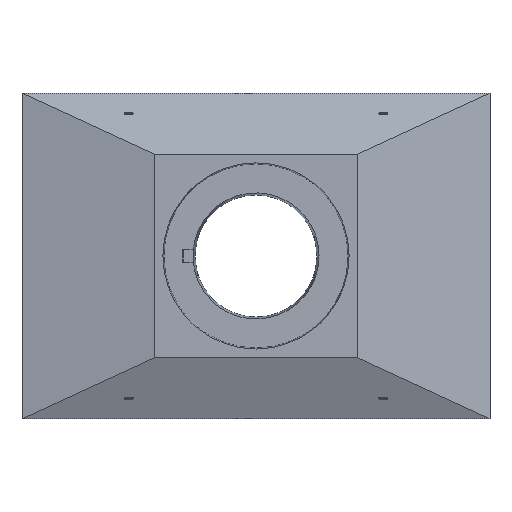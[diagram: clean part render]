
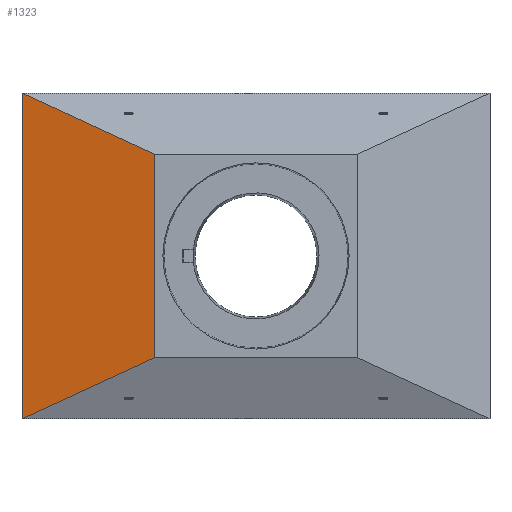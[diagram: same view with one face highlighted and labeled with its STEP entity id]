
A CAD part, top view. The second image highlights one B-rep face of the part: STEP entity #1323.
In plain terms, the highlighted planar face has unit normal (-0.196, 0, 0.981).
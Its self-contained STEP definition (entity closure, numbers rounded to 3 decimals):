
#5 = DIRECTION ( 'NONE',  ( 0., -1., 0. ) ) ;
#208 = EDGE_CURVE ( 'NONE', #409, #1178, #1395, .T. ) ;
#252 = VECTOR ( 'NONE', #5, 1000. ) ;
#262 = CARTESIAN_POINT ( 'NONE',  ( -1150., -800., 120. ) ) ;
#316 = EDGE_CURVE ( 'NONE', #1178, #1541, #1744, .T. ) ;
#324 = LINE ( 'NONE', #1051, #935 ) ;
#409 = VERTEX_POINT ( 'NONE', #1963 ) ;
#513 = DIRECTION ( 'NONE',  ( 0.893, -0.412, 0.179 ) ) ;
#613 = DIRECTION ( 'NONE',  ( 0.893, 0.412, 0.179 ) ) ;
#679 = EDGE_CURVE ( 'NONE', #409, #1858, #324, .T. ) ;
#680 = DIRECTION ( 'NONE',  ( 0., -1., 0. ) ) ;
#721 = FACE_OUTER_BOUND ( 'NONE', #1428, .T. ) ;
#776 = CARTESIAN_POINT ( 'NONE',  ( -67.308, 0., 336.538 ) ) ;
#786 = CARTESIAN_POINT ( 'NONE',  ( -500., 500., 250. ) ) ;
#790 = DIRECTION ( 'NONE',  ( 0.196, 0., -0.981 ) ) ;
#935 = VECTOR ( 'NONE', #680, 1000. ) ;
#940 = LINE ( 'NONE', #262, #974 ) ;
#967 = PLANE ( 'NONE',  #2215 ) ;
#974 = VECTOR ( 'NONE', #613, 1000. ) ;
#1022 = ORIENTED_EDGE ( 'NONE', *, *, #208, .F. ) ;
#1033 = CARTESIAN_POINT ( 'NONE',  ( -1150., 800., 120. ) ) ;
#1045 = VECTOR ( 'NONE', #513, 1000. ) ;
#1051 = CARTESIAN_POINT ( 'NONE',  ( -1150., -800., 120. ) ) ;
#1178 = VERTEX_POINT ( 'NONE', #786 ) ;
#1266 = ORIENTED_EDGE ( 'NONE', *, *, #1968, .T. ) ;
#1323 = ADVANCED_FACE ( 'NONE', ( #721 ), #967, .F. ) ;
#1395 = LINE ( 'NONE', #1033, #1045 ) ;
#1428 = EDGE_LOOP ( 'NONE', ( #1266, #1906, #1022, #1571 ) ) ;
#1450 = CARTESIAN_POINT ( 'NONE',  ( -500., -500., 250. ) ) ;
#1541 = VERTEX_POINT ( 'NONE', #1703 ) ;
#1571 = ORIENTED_EDGE ( 'NONE', *, *, #679, .T. ) ;
#1703 = CARTESIAN_POINT ( 'NONE',  ( -500., -500., 250. ) ) ;
#1744 = LINE ( 'NONE', #1450, #252 ) ;
#1834 = CARTESIAN_POINT ( 'NONE',  ( -1150., -800., 120. ) ) ;
#1858 = VERTEX_POINT ( 'NONE', #1834 ) ;
#1906 = ORIENTED_EDGE ( 'NONE', *, *, #316, .F. ) ;
#1963 = CARTESIAN_POINT ( 'NONE',  ( -1150., 800., 120. ) ) ;
#1968 = EDGE_CURVE ( 'NONE', #1858, #1541, #940, .T. ) ;
#2206 = DIRECTION ( 'NONE',  ( -0.981, 0., -0.196 ) ) ;
#2215 = AXIS2_PLACEMENT_3D ( 'NONE', #776, #790, #2206 ) ;
